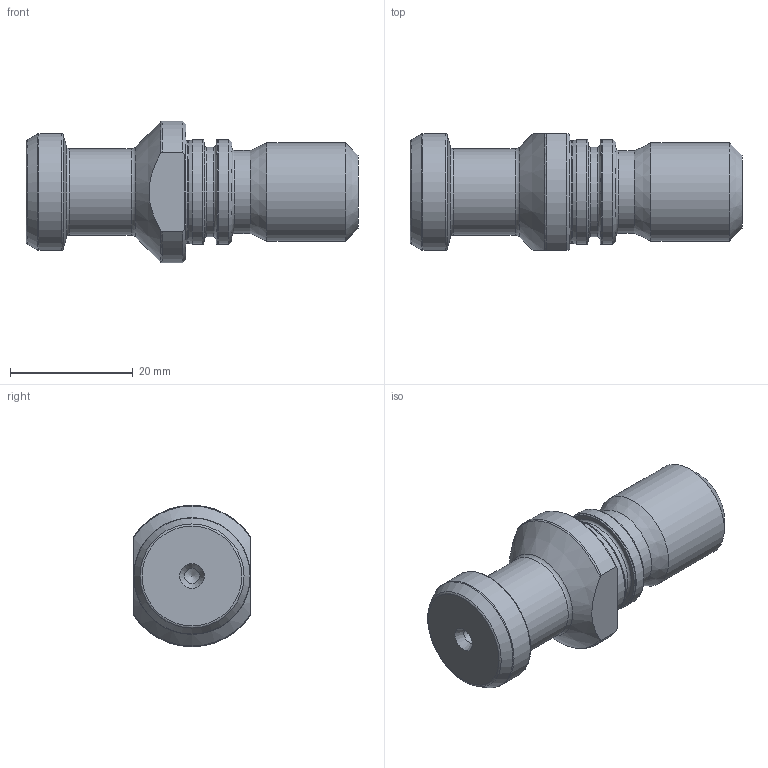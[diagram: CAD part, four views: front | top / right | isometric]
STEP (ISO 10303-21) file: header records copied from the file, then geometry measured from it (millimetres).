
FILE_DESCRIPTION(/* description */ (''),/* implementation_level */ '2;1');
FILE_NAME(/* name */ 'APS-SK40-15-M16-DIN-O.stp',/* time_stamp */ '2024-12-19T12:55:27+03:00',/* author */ (''),/* organization */ (''),/* preprocessor_version */ 'ST-DEVELOPER v19.4',/* originating_system */ 'SIEMENS PLM Software NX2306.5001',/* authorisation */ '');
FILE_SCHEMA (('AUTOMOTIVE_DESIGN { 1 0 10303 214 3 1 1 1 }'));
Length unit declared in the file: millimetre
Products named in the file (1): APS-SK40-15-M16-DIN-O-LIGHT_objects
Bounding box: 54 x 19 x 23 mm (x, y, z)
Volume: 11458 mm3; surface area: 3721.1 mm2
Topology: 1 solids, 1 shells, 52 faces, 119 edges, 70 vertices
Faces by surface type: cone 18, torus 13, cylinder 12, plane 9
Full cylindrical faces by diameter (mm): 2.5 x2, 13.5 x1, 14 x1, 14.6 x1, 16 x1, 16.6 x1, 17 x2, 19 x1
Entity records: 1306 total; most frequent: CARTESIAN_POINT 289, DIRECTION 214, ORIENTED_EDGE 148, AXIS2_PLACEMENT_3D 102, EDGE_LOOP 90, FACE_BOUND 80, EDGE_CURVE 74, VERTEX_POINT 64
